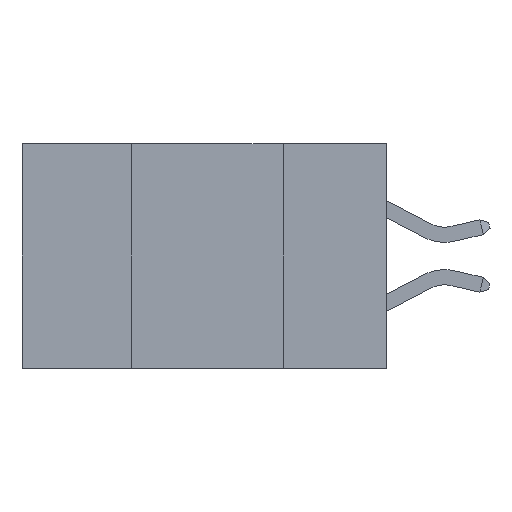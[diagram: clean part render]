
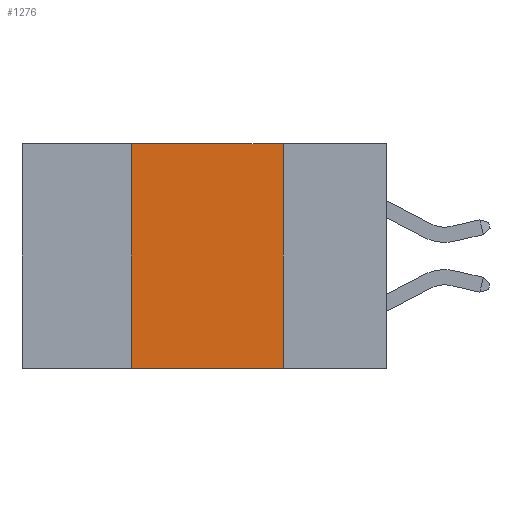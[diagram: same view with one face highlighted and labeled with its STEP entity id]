
A CAD part, left-side view. The second image highlights one B-rep face of the part: STEP entity #1276.
In plain terms, the highlighted planar face has unit normal (-1, 0, 0).
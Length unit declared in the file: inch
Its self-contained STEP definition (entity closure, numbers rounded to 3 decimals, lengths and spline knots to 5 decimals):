
#1276 = ADVANCED_FACE ( 'NONE', ( #19331 ), #23886, .F. ) ;
#1428 = VECTOR ( 'NONE', #8009, 39.37008 ) ;
#1555 = DIRECTION ( 'NONE',  ( 0., 0., 1. ) ) ;
#1590 = ORIENTED_EDGE ( 'NONE', *, *, #19923, .T. ) ;
#1796 = LINE ( 'NONE', #6100, #24438 ) ;
#2938 = CARTESIAN_POINT ( 'NONE',  ( 0., 0.17, -0.37 ) ) ;
#3785 = CARTESIAN_POINT ( 'NONE',  ( 0., 0.42, 0. ) ) ;
#3819 = AXIS2_PLACEMENT_3D ( 'NONE', #24174, #26357, #13223 ) ;
#6100 = CARTESIAN_POINT ( 'NONE',  ( 0., 0.6, -0.37 ) ) ;
#6982 = VERTEX_POINT ( 'NONE', #12693 ) ;
#7239 = EDGE_CURVE ( 'NONE', #6982, #18660, #16266, .T. ) ;
#7508 = VERTEX_POINT ( 'NONE', #27642 ) ;
#8009 = DIRECTION ( 'NONE',  ( 0., 0., -1. ) ) ;
#10448 = VECTOR ( 'NONE', #11540, 39.37008 ) ;
#10961 = ORIENTED_EDGE ( 'NONE', *, *, #7239, .F. ) ;
#11002 = VECTOR ( 'NONE', #1555, 39.37008 ) ;
#11540 = DIRECTION ( 'NONE',  ( 0., -1., 0. ) ) ;
#12693 = CARTESIAN_POINT ( 'NONE',  ( 0., 0.42, 0. ) ) ;
#13223 = DIRECTION ( 'NONE',  ( 0., 0., -1. ) ) ;
#13510 = EDGE_CURVE ( 'NONE', #7508, #6982, #18909, .T. ) ;
#15136 = LINE ( 'NONE', #16859, #1428 ) ;
#16266 = LINE ( 'NONE', #20366, #10448 ) ;
#16859 = CARTESIAN_POINT ( 'NONE',  ( 0., 0.17, 0. ) ) ;
#17514 = ORIENTED_EDGE ( 'NONE', *, *, #20388, .F. ) ;
#18660 = VERTEX_POINT ( 'NONE', #26989 ) ;
#18816 = EDGE_LOOP ( 'NONE', ( #17514, #10961, #27712, #1590 ) ) ;
#18909 = LINE ( 'NONE', #3785, #11002 ) ;
#19331 = FACE_OUTER_BOUND ( 'NONE', #18816, .T. ) ;
#19923 = EDGE_CURVE ( 'NONE', #7508, #27108, #1796, .T. ) ;
#20366 = CARTESIAN_POINT ( 'NONE',  ( 0., 0.6, 0. ) ) ;
#20388 = EDGE_CURVE ( 'NONE', #18660, #27108, #15136, .T. ) ;
#23886 = PLANE ( 'NONE',  #3819 ) ;
#24174 = CARTESIAN_POINT ( 'NONE',  ( 0., 0.6, 0. ) ) ;
#24438 = VECTOR ( 'NONE', #25976, 39.37008 ) ;
#25976 = DIRECTION ( 'NONE',  ( 0., -1., 0. ) ) ;
#26357 = DIRECTION ( 'NONE',  ( 1., 0., 0. ) ) ;
#26989 = CARTESIAN_POINT ( 'NONE',  ( 0., 0.17, 0. ) ) ;
#27108 = VERTEX_POINT ( 'NONE', #2938 ) ;
#27642 = CARTESIAN_POINT ( 'NONE',  ( 0., 0.42, -0.37 ) ) ;
#27712 = ORIENTED_EDGE ( 'NONE', *, *, #13510, .F. ) ;
